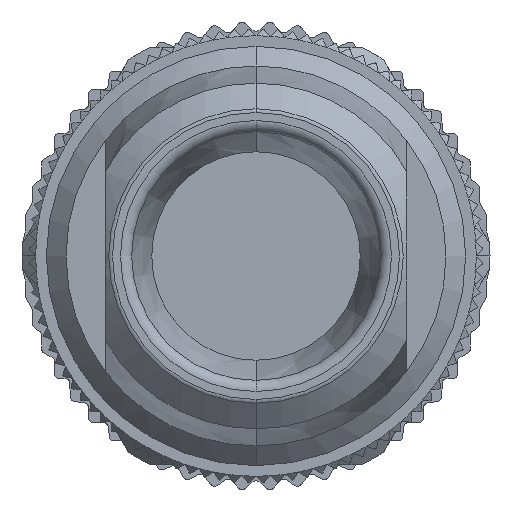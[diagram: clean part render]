
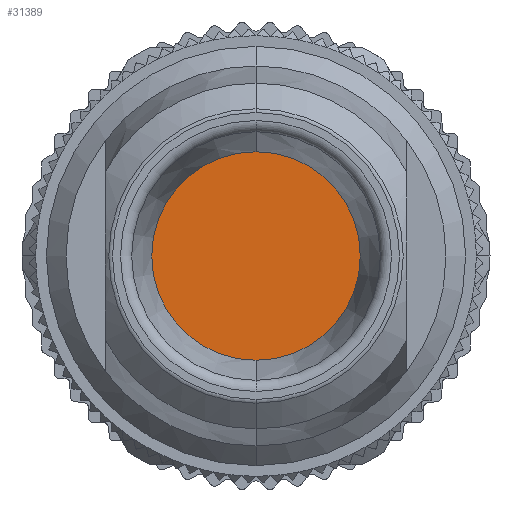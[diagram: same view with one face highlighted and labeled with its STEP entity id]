
A CAD part, front view. The second image highlights one B-rep face of the part: STEP entity #31389.
In plain terms, the highlighted planar face has unit normal (0, -1, 0).
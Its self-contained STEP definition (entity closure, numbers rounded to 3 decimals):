
#15552=CARTESIAN_POINT('',(0.,-39.6,0.));
#15553=DIRECTION('',(0.,-1.,0.));
#15554=DIRECTION('',(0.,0.,1.));
#15555=AXIS2_PLACEMENT_3D('',#15552,#15553,#15554);
#15560=CARTESIAN_POINT('',(0.,-39.6,0.));
#15561=DIRECTION('',(0.,-1.,0.));
#15562=DIRECTION('',(0.,0.,-1.));
#15563=AXIS2_PLACEMENT_3D('',#15560,#15561,#15562);
#17799=CARTESIAN_POINT('',(0.,-39.6,-4.5));
#17801=VERTEX_POINT('',#17799);
#17805=CARTESIAN_POINT('',(0.,-39.6,4.5));
#17806=VERTEX_POINT('',#17805);
#31380=CARTESIAN_POINT('',(0.,-39.6,0.));
#31381=DIRECTION('',(0.,1.,0.));
#31382=DIRECTION('',(1.,0.,0.));
#31383=AXIS2_PLACEMENT_3D('',#31380,#31381,#31382);
#31384=PLANE('',#31383);
#31385=ORIENTED_EDGE('',*,*,#31362,.F.);
#31386=ORIENTED_EDGE('',*,*,#31373,.F.);
#31387=EDGE_LOOP('',(#31385,#31386));
#31388=FACE_OUTER_BOUND('',#31387,.F.);
#31389=ADVANCED_FACE('',(#31388),#31384,.F.);
#15556=CIRCLE('',#15555,4.5);
#15564=CIRCLE('',#15563,4.5);
#31362=EDGE_CURVE('',#17806,#17801,#15556,.T.);
#31373=EDGE_CURVE('',#17801,#17806,#15564,.T.);
